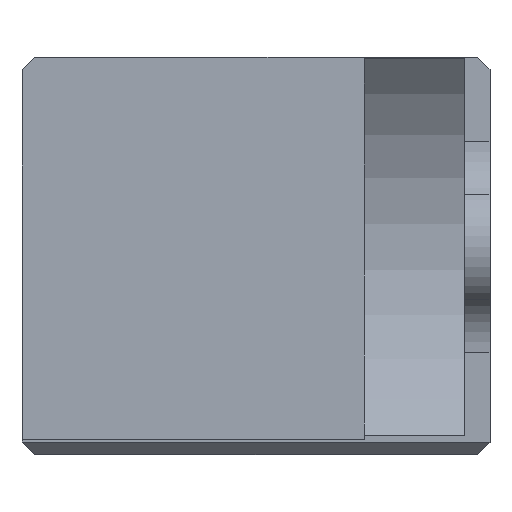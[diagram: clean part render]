
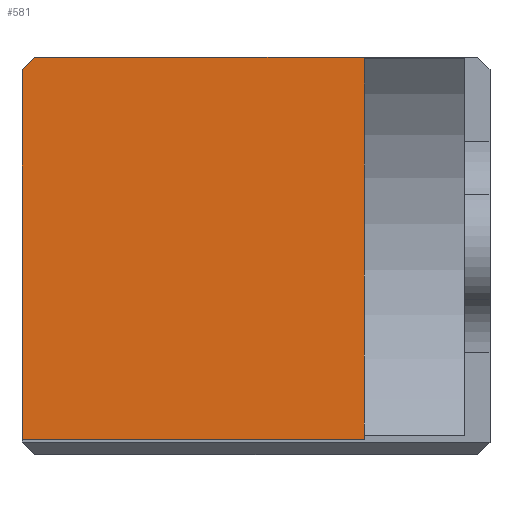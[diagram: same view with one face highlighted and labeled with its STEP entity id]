
A CAD part, front view. The second image highlights one B-rep face of the part: STEP entity #581.
In plain terms, the highlighted planar face has unit normal (0, -1, 0).
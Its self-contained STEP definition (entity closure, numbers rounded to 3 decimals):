
#31=PLANE('',#643);
#59=FACE_OUTER_BOUND('',#92,.T.);
#92=EDGE_LOOP('',(#470,#471,#472,#473,#474));
#136=LINE('',#917,#197);
#149=LINE('',#952,#210);
#151=LINE('',#956,#212);
#152=LINE('',#958,#213);
#153=LINE('',#959,#214);
#197=VECTOR('',#740,10.);
#210=VECTOR('',#773,10.);
#212=VECTOR('',#777,10.);
#213=VECTOR('',#778,10.);
#214=VECTOR('',#779,10.);
#279=VERTEX_POINT('',#914);
#280=VERTEX_POINT('',#916);
#292=VERTEX_POINT('',#951);
#293=VERTEX_POINT('',#955);
#294=VERTEX_POINT('',#957);
#343=EDGE_CURVE('',#280,#279,#136,.T.);
#360=EDGE_CURVE('',#280,#292,#149,.T.);
#362=EDGE_CURVE('',#279,#293,#151,.T.);
#363=EDGE_CURVE('',#293,#294,#152,.T.);
#364=EDGE_CURVE('',#292,#294,#153,.T.);
#470=ORIENTED_EDGE('',*,*,#360,.F.);
#471=ORIENTED_EDGE('',*,*,#343,.T.);
#472=ORIENTED_EDGE('',*,*,#362,.T.);
#473=ORIENTED_EDGE('',*,*,#363,.T.);
#474=ORIENTED_EDGE('',*,*,#364,.F.);
#581=ADVANCED_FACE('',(#59),#31,.F.);
#643=AXIS2_PLACEMENT_3D('',#954,#775,#776);
#740=DIRECTION('',(0.,0.,-1.));
#773=DIRECTION('',(0.707,0.,0.707));
#775=DIRECTION('center_axis',(0.,1.,0.));
#776=DIRECTION('ref_axis',(-1.,0.,0.));
#777=DIRECTION('',(1.,0.,0.));
#778=DIRECTION('',(0.,0.,1.));
#779=DIRECTION('',(1.,0.,0.));
#914=CARTESIAN_POINT('',(105.8,166.896,-302.605));
#916=CARTESIAN_POINT('',(105.8,166.896,-273.355));
#917=CARTESIAN_POINT('',(105.8,166.896,-280.217));
#951=CARTESIAN_POINT('',(106.8,166.896,-272.355));
#952=CARTESIAN_POINT('',(105.663,166.896,-273.492));
#954=CARTESIAN_POINT('Origin',(118.975,166.896,-288.08));
#955=CARTESIAN_POINT('',(132.85,166.896,-302.605));
#956=CARTESIAN_POINT('',(96.35,166.896,-302.605));
#957=CARTESIAN_POINT('',(132.85,166.896,-272.355));
#958=CARTESIAN_POINT('',(132.85,166.896,-302.605));
#959=CARTESIAN_POINT('',(95.15,166.896,-272.355));
